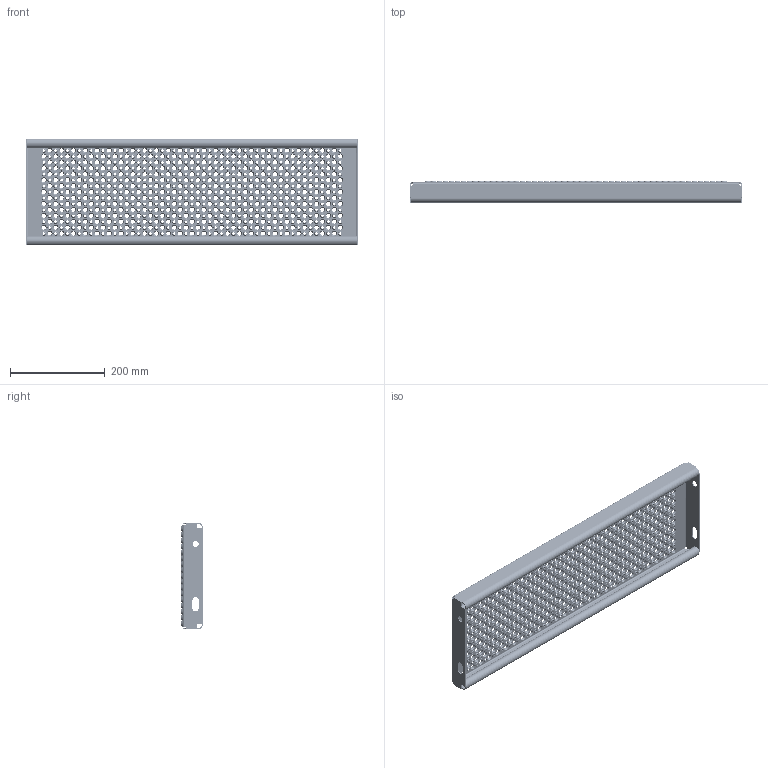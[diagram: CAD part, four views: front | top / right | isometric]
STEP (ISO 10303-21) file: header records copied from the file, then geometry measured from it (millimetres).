
FILE_DESCRIPTION (( 'STEP AP203' ), '1' );
FILE_NAME ('20633_ACHILTRIN_225x700x45_M_OPTRÆK.STEP', '2011-08-12T09:09:04', ( 'JKJ' ), ( '' ), 'SwSTEP 2.0', 'SolidWorks 2011', '' );
FILE_SCHEMA (( 'CONFIG_CONTROL_DESIGN' ));
Length unit declared in the file: millimetre
Products named in the file (1): 20633_ACHILTRIN_225x700x45_M_OPTRÆK
Bounding box: 700 x 45 x 225 mm (x, y, z)
Volume: 564954.2 mm3; surface area: 595648.6 mm2
Topology: 1 solids, 1 shells, 6151 faces, 14072 edges, 8790 vertices
Faces by surface type: cone 3468, cylinder 1770, plane 905, bspline 8
Entity records: 179825 total; most frequent: DIRECTION 35054, CARTESIAN_POINT 29606, ORIENTED_EDGE 28144, AXIS2_PLACEMENT_3D 14870, EDGE_CURVE 14072, VERTEX_POINT 8790, EDGE_LOOP 8760, CIRCLE 8726
